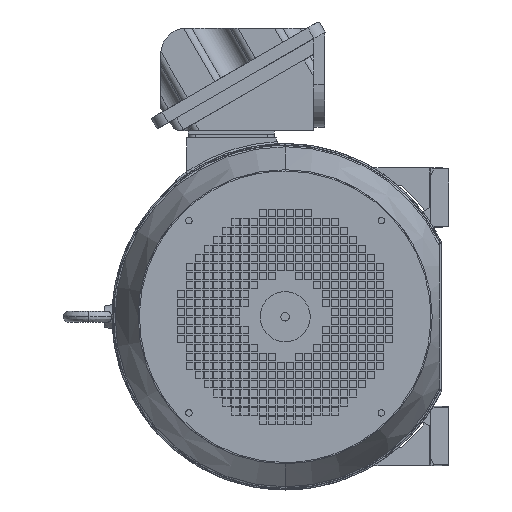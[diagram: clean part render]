
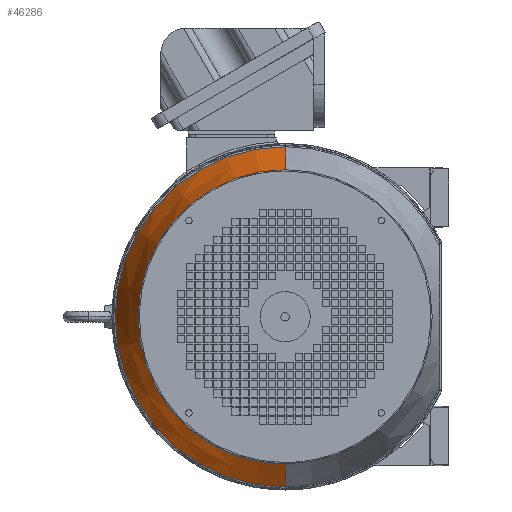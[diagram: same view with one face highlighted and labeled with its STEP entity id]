
A CAD part, left-side view. The second image highlights one B-rep face of the part: STEP entity #46286.
In plain terms, the highlighted conical face has half-angle 21.218 degrees and reference radius 237.505 mm.
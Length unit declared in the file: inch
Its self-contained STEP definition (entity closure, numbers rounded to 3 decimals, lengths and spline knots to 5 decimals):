
#2769 = VECTOR ( 'NONE', #92445, 39.37008 ) ;
#2932 = DIRECTION ( 'NONE',  ( -1., 0., 0. ) ) ;
#5959 = DIRECTION ( 'NONE',  ( 1., 0., 0. ) ) ;
#7200 = CIRCLE ( 'NONE', #42508, 9.35057 ) ;
#7973 = LINE ( 'NONE', #101168, #52337 ) ;
#11296 = ORIENTED_EDGE ( 'NONE', *, *, #78603, .T. ) ;
#11771 = AXIS2_PLACEMENT_3D ( 'NONE', #106906, #5959, #22546 ) ;
#12124 = CONICAL_SURFACE ( 'NONE', #57904, 9.35057, 0.37 ) ;
#13276 = EDGE_CURVE ( 'NONE', #53663, #43282, #106900, .T. ) ;
#13801 = EDGE_CURVE ( 'NONE', #43282, #66762, #7973, .T. ) ;
#20605 = CARTESIAN_POINT ( 'NONE',  ( -11.86127, 0., 0. ) ) ;
#22546 = DIRECTION ( 'NONE',  ( 0., 0., -1. ) ) ;
#23912 = ORIENTED_EDGE ( 'NONE', *, *, #13276, .T. ) ;
#24346 = VERTEX_POINT ( 'NONE', #73731 ) ;
#33919 = DIRECTION ( 'NONE',  ( 0.932, 0., 0.362 ) ) ;
#42508 = AXIS2_PLACEMENT_3D ( 'NONE', #20605, #2932, #69160 ) ;
#43282 = VERTEX_POINT ( 'NONE', #107446 ) ;
#46286 = ADVANCED_FACE ( 'NONE', ( #97346 ), #12124, .T. ) ;
#49977 = CARTESIAN_POINT ( 'NONE',  ( -11.86127, 0., -9.35057 ) ) ;
#52337 = VECTOR ( 'NONE', #33919, 39.37008 ) ;
#53663 = VERTEX_POINT ( 'NONE', #63552 ) ;
#55233 = CARTESIAN_POINT ( 'NONE',  ( -11.86127, 0., 9.35057 ) ) ;
#55438 = DIRECTION ( 'NONE',  ( 1., 0., 0. ) ) ;
#57904 = AXIS2_PLACEMENT_3D ( 'NONE', #64790, #55438, #80814 ) ;
#63552 = CARTESIAN_POINT ( 'NONE',  ( -15.10724, 0., -8.09037 ) ) ;
#64790 = CARTESIAN_POINT ( 'NONE',  ( -11.86127, 0., 0. ) ) ;
#65840 = EDGE_LOOP ( 'NONE', ( #23912, #89495, #11296, #82743 ) ) ;
#66762 = VERTEX_POINT ( 'NONE', #55233 ) ;
#69160 = DIRECTION ( 'NONE',  ( 0., 0., -1. ) ) ;
#73731 = CARTESIAN_POINT ( 'NONE',  ( -11.86127, 0., -9.35057 ) ) ;
#78603 = EDGE_CURVE ( 'NONE', #66762, #24346, #7200, .T. ) ;
#80814 = DIRECTION ( 'NONE',  ( 0., 0., -1. ) ) ;
#82548 = LINE ( 'NONE', #49977, #2769 ) ;
#82743 = ORIENTED_EDGE ( 'NONE', *, *, #87254, .F. ) ;
#87254 = EDGE_CURVE ( 'NONE', #53663, #24346, #82548, .T. ) ;
#89495 = ORIENTED_EDGE ( 'NONE', *, *, #13801, .T. ) ;
#92445 = DIRECTION ( 'NONE',  ( 0.932, 0., -0.362 ) ) ;
#97346 = FACE_OUTER_BOUND ( 'NONE', #65840, .T. ) ;
#101168 = CARTESIAN_POINT ( 'NONE',  ( -11.86127, 0., 9.35057 ) ) ;
#106900 = CIRCLE ( 'NONE', #11771, 8.09037 ) ;
#106906 = CARTESIAN_POINT ( 'NONE',  ( -15.10724, 0., 0. ) ) ;
#107446 = CARTESIAN_POINT ( 'NONE',  ( -15.10724, 0., 8.09037 ) ) ;
